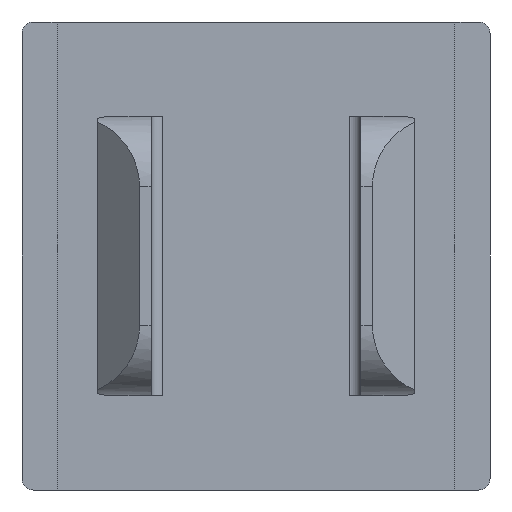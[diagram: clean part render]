
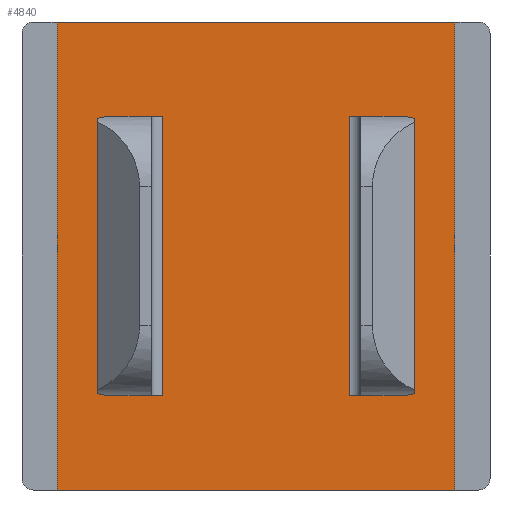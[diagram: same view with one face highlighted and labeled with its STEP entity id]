
A CAD part, front view. The second image highlights one B-rep face of the part: STEP entity #4840.
In plain terms, the highlighted planar face has unit normal (0, -1, 0).
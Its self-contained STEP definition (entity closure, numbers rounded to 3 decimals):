
#631 = VERTEX_POINT ( 'NONE', #6255 ) ;
#655 = VERTEX_POINT ( 'NONE', #6248 ) ;
#656 = VERTEX_POINT ( 'NONE', #6253 ) ;
#657 = VERTEX_POINT ( 'NONE', #6247 ) ;
#658 = VERTEX_POINT ( 'NONE', #6246 ) ;
#659 = VERTEX_POINT ( 'NONE', #6245 ) ;
#708 = VERTEX_POINT ( 'NONE', #6173 ) ;
#710 = VERTEX_POINT ( 'NONE', #6171 ) ;
#713 = VERTEX_POINT ( 'NONE', #6166 ) ;
#776 = VERTEX_POINT ( 'NONE', #6156 ) ;
#795 = VERTEX_POINT ( 'NONE', #6161 ) ;
#807 = VERTEX_POINT ( 'NONE', #6158 ) ;
#1196 = EDGE_CURVE ( 'NONE', #713, #631, #4448, .T. ) ;
#1226 = EDGE_CURVE ( 'NONE', #776, #631, #4509, .T. ) ;
#1540 = AXIS2_PLACEMENT_3D ( 'NONE', #2443, #2437, #2447 ) ;
#2239 = CARTESIAN_POINT ( 'NONE',  ( 5.98, -68.5, 5.975 ) ) ;
#2247 = CARTESIAN_POINT ( 'NONE',  ( -5.98, -68.5, 5.975 ) ) ;
#2252 = CARTESIAN_POINT ( 'NONE',  ( 6.48, -68.5, 10. ) ) ;
#2254 = DIRECTION ( 'NONE',  ( 0., 0., -1. ) ) ;
#2255 = DIRECTION ( 'NONE',  ( -1., 0., 0. ) ) ;
#2256 = CARTESIAN_POINT ( 'NONE',  ( 3.98, -68.5, 5.975 ) ) ;
#2257 = DIRECTION ( 'NONE',  ( 0., 0., 1. ) ) ;
#2258 = CARTESIAN_POINT ( 'NONE',  ( 5.98, -68.5, -5.975 ) ) ;
#2259 = DIRECTION ( 'NONE',  ( -1., 0., 0. ) ) ;
#2260 = CARTESIAN_POINT ( 'NONE',  ( -3.98, -68.5, 10. ) ) ;
#2262 = DIRECTION ( 'NONE',  ( 0., 0., -1. ) ) ;
#2263 = DIRECTION ( 'NONE',  ( 1., 0., 0. ) ) ;
#2264 = CARTESIAN_POINT ( 'NONE',  ( -6.48, -68.5, 10. ) ) ;
#2265 = DIRECTION ( 'NONE',  ( 0., 0., 1. ) ) ;
#2266 = CARTESIAN_POINT ( 'NONE',  ( -5.98, -68.5, -5.975 ) ) ;
#2267 = DIRECTION ( 'NONE',  ( 1., 0., 0. ) ) ;
#2268 = CARTESIAN_POINT ( 'NONE',  ( -8.5, -68.5, 10. ) ) ;
#2269 = DIRECTION ( 'NONE',  ( 0., 0., -1. ) ) ;
#2270 = CARTESIAN_POINT ( 'NONE',  ( -8.5, -68.5, 10. ) ) ;
#2271 = DIRECTION ( 'NONE',  ( 1., 0., 0. ) ) ;
#2437 = DIRECTION ( 'NONE',  ( 0., 1., 0. ) ) ;
#2443 = CARTESIAN_POINT ( 'NONE',  ( -8.5, -68.5, 10. ) ) ;
#2445 = PLANE ( 'NONE',  #1540 ) ;
#2447 = DIRECTION ( 'NONE',  ( 0., 0., 1. ) ) ;
#3454 = LINE ( 'NONE', #2239, #3463 ) ;
#3458 = LINE ( 'NONE', #2252, #3461 ) ;
#3460 = LINE ( 'NONE', #2247, #3471 ) ;
#3461 = VECTOR ( 'NONE', #2254, 1000. ) ;
#3462 = LINE ( 'NONE', #2256, #3465 ) ;
#3463 = VECTOR ( 'NONE', #2255, 1000. ) ;
#3464 = LINE ( 'NONE', #2258, #3467 ) ;
#3465 = VECTOR ( 'NONE', #2257, 1000. ) ;
#3466 = LINE ( 'NONE', #2260, #3469 ) ;
#3467 = VECTOR ( 'NONE', #2259, 1000. ) ;
#3469 = VECTOR ( 'NONE', #2262, 1000. ) ;
#3470 = LINE ( 'NONE', #2264, #3473 ) ;
#3471 = VECTOR ( 'NONE', #2263, 1000. ) ;
#3472 = LINE ( 'NONE', #2266, #3475 ) ;
#3473 = VECTOR ( 'NONE', #2265, 1000. ) ;
#3474 = LINE ( 'NONE', #2268, #3477 ) ;
#3475 = VECTOR ( 'NONE', #2267, 1000. ) ;
#3476 = LINE ( 'NONE', #2270, #3479 ) ;
#3477 = VECTOR ( 'NONE', #2269, 1000. ) ;
#3479 = VECTOR ( 'NONE', #2271, 1000. ) ;
#3531 = FACE_OUTER_BOUND ( 'NONE', #4244, .T. ) ;
#3532 = FACE_BOUND ( 'NONE', #4230, .T. ) ;
#3534 = FACE_BOUND ( 'NONE', #4241, .T. ) ;
#3903 = ORIENTED_EDGE ( 'NONE', *, *, #1226, .T. ) ;
#3904 = ORIENTED_EDGE ( 'NONE', *, *, #1196, .F. ) ;
#3905 = ORIENTED_EDGE ( 'NONE', *, *, #4795, .F. ) ;
#3906 = ORIENTED_EDGE ( 'NONE', *, *, #4794, .T. ) ;
#3907 = ORIENTED_EDGE ( 'NONE', *, *, #4793, .F. ) ;
#3908 = ORIENTED_EDGE ( 'NONE', *, *, #4792, .T. ) ;
#3909 = ORIENTED_EDGE ( 'NONE', *, *, #4791, .T. ) ;
#3910 = ORIENTED_EDGE ( 'NONE', *, *, #4790, .T. ) ;
#3911 = ORIENTED_EDGE ( 'NONE', *, *, #4789, .T. ) ;
#3912 = ORIENTED_EDGE ( 'NONE', *, *, #4788, .T. ) ;
#3913 = ORIENTED_EDGE ( 'NONE', *, *, #4787, .F. ) ;
#3914 = ORIENTED_EDGE ( 'NONE', *, *, #4786, .T. ) ;
#4230 = EDGE_LOOP ( 'NONE', ( #3911, #3912, #3913, #3914 ) ) ;
#4241 = EDGE_LOOP ( 'NONE', ( #3907, #3908, #3909, #3910 ) ) ;
#4244 = EDGE_LOOP ( 'NONE', ( #3903, #3904, #3905, #3906 ) ) ;
#4448 = LINE ( 'NONE', #6066, #4457 ) ;
#4457 = VECTOR ( 'NONE', #6052, 1000. ) ;
#4509 = LINE ( 'NONE', #5971, #4516 ) ;
#4516 = VECTOR ( 'NONE', #5962, 1000. ) ;
#4786 = EDGE_CURVE ( 'NONE', #656, #710, #3458, .T. ) ;
#4787 = EDGE_CURVE ( 'NONE', #656, #655, #3454, .T. ) ;
#4788 = EDGE_CURVE ( 'NONE', #657, #655, #3462, .T. ) ;
#4789 = EDGE_CURVE ( 'NONE', #710, #657, #3464, .T. ) ;
#4790 = EDGE_CURVE ( 'NONE', #658, #708, #3466, .T. ) ;
#4791 = EDGE_CURVE ( 'NONE', #659, #658, #3460, .T. ) ;
#4792 = EDGE_CURVE ( 'NONE', #807, #659, #3470, .T. ) ;
#4793 = EDGE_CURVE ( 'NONE', #807, #708, #3472, .T. ) ;
#4794 = EDGE_CURVE ( 'NONE', #795, #776, #3474, .T. ) ;
#4795 = EDGE_CURVE ( 'NONE', #795, #713, #3476, .T. ) ;
#4840 = ADVANCED_FACE ( 'NONE', ( #3531, #3534, #3532 ), #2445, .F. ) ;
#5962 = DIRECTION ( 'NONE',  ( 1., 0., 0. ) ) ;
#5971 = CARTESIAN_POINT ( 'NONE',  ( -8.5, -68.5, -10. ) ) ;
#6052 = DIRECTION ( 'NONE',  ( 0., 0., -1. ) ) ;
#6066 = CARTESIAN_POINT ( 'NONE',  ( 8.5, -68.5, 10. ) ) ;
#6156 = CARTESIAN_POINT ( 'NONE',  ( -8.5, -68.5, -10. ) ) ;
#6158 = CARTESIAN_POINT ( 'NONE',  ( -6.48, -68.5, -5.975 ) ) ;
#6161 = CARTESIAN_POINT ( 'NONE',  ( -8.5, -68.5, 10. ) ) ;
#6166 = CARTESIAN_POINT ( 'NONE',  ( 8.5, -68.5, 10. ) ) ;
#6171 = CARTESIAN_POINT ( 'NONE',  ( 6.48, -68.5, -5.975 ) ) ;
#6173 = CARTESIAN_POINT ( 'NONE',  ( -3.98, -68.5, -5.975 ) ) ;
#6245 = CARTESIAN_POINT ( 'NONE',  ( -6.48, -68.5, 5.975 ) ) ;
#6246 = CARTESIAN_POINT ( 'NONE',  ( -3.98, -68.5, 5.975 ) ) ;
#6247 = CARTESIAN_POINT ( 'NONE',  ( 3.98, -68.5, -5.975 ) ) ;
#6248 = CARTESIAN_POINT ( 'NONE',  ( 3.98, -68.5, 5.975 ) ) ;
#6253 = CARTESIAN_POINT ( 'NONE',  ( 6.48, -68.5, 5.975 ) ) ;
#6255 = CARTESIAN_POINT ( 'NONE',  ( 8.5, -68.5, -10. ) ) ;
